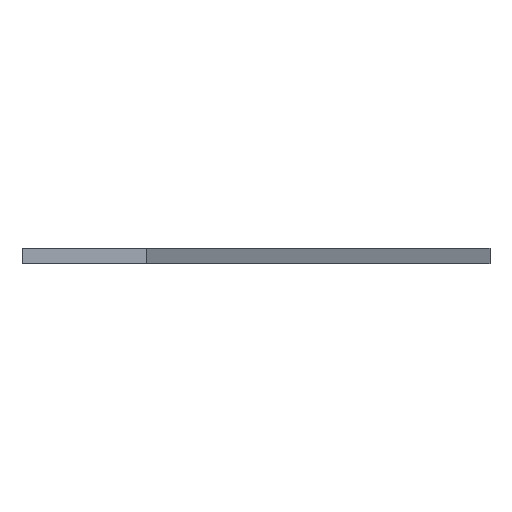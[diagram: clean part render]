
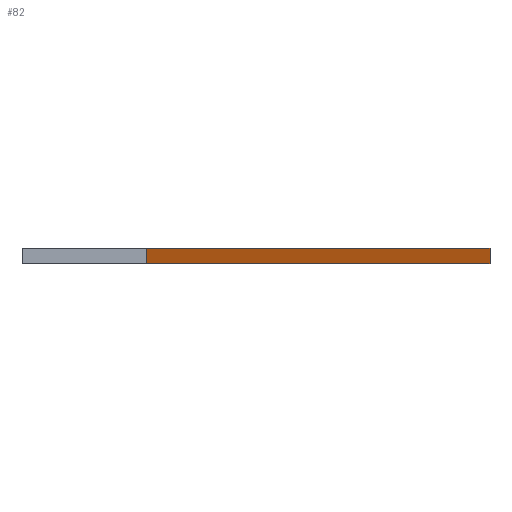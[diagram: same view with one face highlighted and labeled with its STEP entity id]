
A CAD part, left-side view. The second image highlights one B-rep face of the part: STEP entity #82.
In plain terms, the highlighted planar face has unit normal (-0.259, -0.966, 0).
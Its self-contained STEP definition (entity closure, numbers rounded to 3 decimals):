
#38 = CARTESIAN_POINT ( 'NONE',  ( -40., -150., 0. ) ) ;
#74 = DIRECTION ( 'NONE',  ( 0., 0., -1. ) ) ;
#82 = ADVANCED_FACE ( 'NONE', ( #1544 ), #1526, .F. ) ;
#484 = ORIENTED_EDGE ( 'NONE', *, *, #2148, .T. ) ;
#489 = DIRECTION ( 'NONE',  ( 0.966, -0.259, 0. ) ) ;
#499 = ORIENTED_EDGE ( 'NONE', *, *, #1183, .F. ) ;
#524 = VECTOR ( 'NONE', #74, 1000. ) ;
#526 = LINE ( 'NONE', #38, #1878 ) ;
#906 = VECTOR ( 'NONE', #1531, 1000. ) ;
#915 = AXIS2_PLACEMENT_3D ( 'NONE', #1750, #1554, #1113 ) ;
#999 = EDGE_CURVE ( 'NONE', #2347, #2476, #1474, .T. ) ;
#1043 = EDGE_CURVE ( 'NONE', #1185, #1163, #526, .T. ) ;
#1076 = CARTESIAN_POINT ( 'NONE',  ( -450., -40., 5. ) ) ;
#1113 = DIRECTION ( 'NONE',  ( -0.966, 0.259, 0. ) ) ;
#1163 = VERTEX_POINT ( 'NONE', #2022 ) ;
#1183 = EDGE_CURVE ( 'NONE', #2476, #1163, #1609, .T. ) ;
#1185 = VERTEX_POINT ( 'NONE', #1196 ) ;
#1196 = CARTESIAN_POINT ( 'NONE',  ( -450., -40., 0. ) ) ;
#1292 = DIRECTION ( 'NONE',  ( 0., 0., -1. ) ) ;
#1461 = CARTESIAN_POINT ( 'NONE',  ( -40., -150., 5. ) ) ;
#1474 = LINE ( 'NONE', #2651, #906 ) ;
#1526 = PLANE ( 'NONE',  #915 ) ;
#1531 = DIRECTION ( 'NONE',  ( 0.966, -0.259, 0. ) ) ;
#1544 = FACE_OUTER_BOUND ( 'NONE', #2635, .T. ) ;
#1554 = DIRECTION ( 'NONE',  ( 0.259, 0.966, 0. ) ) ;
#1609 = LINE ( 'NONE', #1819, #524 ) ;
#1738 = ORIENTED_EDGE ( 'NONE', *, *, #1043, .T. ) ;
#1750 = CARTESIAN_POINT ( 'NONE',  ( -40., -150., 5. ) ) ;
#1819 = CARTESIAN_POINT ( 'NONE',  ( -40., -150., 5. ) ) ;
#1878 = VECTOR ( 'NONE', #489, 1000. ) ;
#2022 = CARTESIAN_POINT ( 'NONE',  ( -40., -150., 0. ) ) ;
#2148 = EDGE_CURVE ( 'NONE', #2347, #1185, #2769, .T. ) ;
#2347 = VERTEX_POINT ( 'NONE', #2525 ) ;
#2384 = VECTOR ( 'NONE', #1292, 1000. ) ;
#2476 = VERTEX_POINT ( 'NONE', #1461 ) ;
#2506 = ORIENTED_EDGE ( 'NONE', *, *, #999, .F. ) ;
#2525 = CARTESIAN_POINT ( 'NONE',  ( -450., -40., 5. ) ) ;
#2635 = EDGE_LOOP ( 'NONE', ( #1738, #499, #2506, #484 ) ) ;
#2651 = CARTESIAN_POINT ( 'NONE',  ( -40., -150., 5. ) ) ;
#2769 = LINE ( 'NONE', #1076, #2384 ) ;
